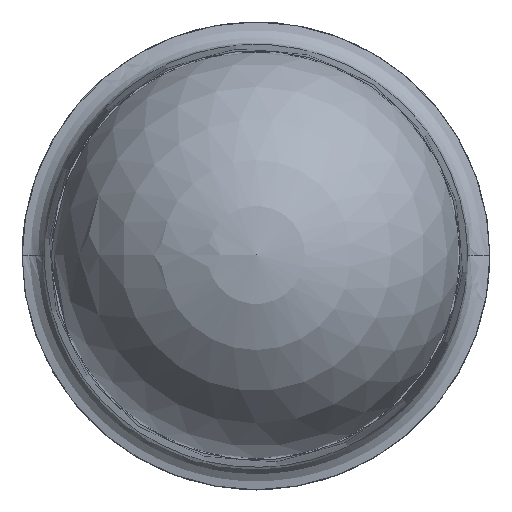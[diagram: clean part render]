
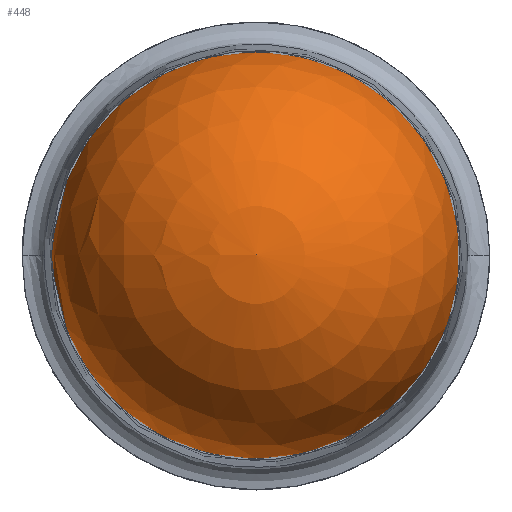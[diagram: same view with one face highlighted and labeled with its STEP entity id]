
A CAD part, top view. The second image highlights one B-rep face of the part: STEP entity #448.
In plain terms, the highlighted spherical face has radius 1.4 mm.
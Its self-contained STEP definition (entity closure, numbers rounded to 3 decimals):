
#22=SPHERICAL_SURFACE('',#497,1.4);
#61=FACE_OUTER_BOUND('',#90,.T.);
#90=EDGE_LOOP('',(#332,#333));
#218=CIRCLE('',#498,1.4);
#225=VERTEX_POINT('',#656);
#226=VERTEX_POINT('',#657);
#268=EDGE_CURVE('',#225,#226,#218,.T.);
#332=ORIENTED_EDGE('',*,*,#268,.T.);
#333=ORIENTED_EDGE('',*,*,#268,.F.);
#448=ADVANCED_FACE('',(#61),#22,.T.);
#497=AXIS2_PLACEMENT_3D('',#655,#539,#540);
#498=AXIS2_PLACEMENT_3D('',#658,#541,#542);
#539=DIRECTION('center_axis',(0.,0.,1.));
#540=DIRECTION('ref_axis',(1.,0.,0.));
#541=DIRECTION('center_axis',(0.,-1.,0.));
#542=DIRECTION('ref_axis',(-1.,0.,0.));
#655=CARTESIAN_POINT('Origin',(0.,0.,
3.1));
#656=CARTESIAN_POINT('',(0.,0.,4.5));
#657=CARTESIAN_POINT('',(0.,0.,1.7));
#658=CARTESIAN_POINT('Origin',(0.,0.,
3.1));
